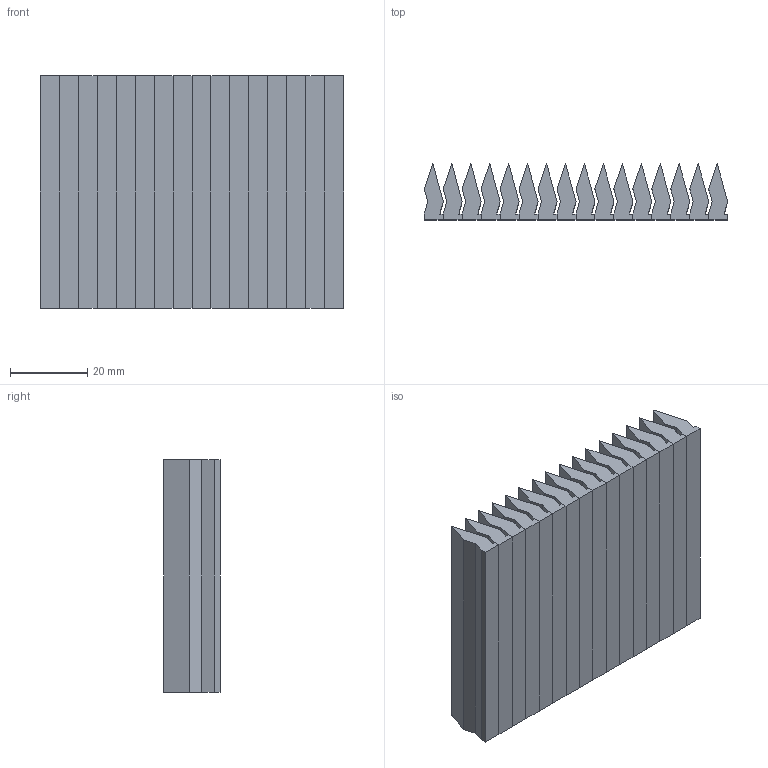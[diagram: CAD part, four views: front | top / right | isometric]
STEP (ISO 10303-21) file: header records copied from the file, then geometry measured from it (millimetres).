
FILE_DESCRIPTION(('Open CASCADE Model'),'2;1');
FILE_NAME('Open CASCADE Shape Model','2022-04-21T18:14:23',('Author'),( 'Open CASCADE'),'Open CASCADE STEP processor 7.4','Open CASCADE 7.4' ,'Unknown');
FILE_SCHEMA(('AUTOMOTIVE_DESIGN { 1 0 10303 214 1 1 1 1 }'));
Length unit declared in the file: millimetre
Products named in the file (65): Open CASCADE STEP translator 7.4 1; Open CASCADE STEP translator 7.4 1.1; Open CASCADE STEP translator 7.4 1.2; Open CASCADE STEP translator 7.4 1.3; Open CASCADE STEP translator 7.4 1.4; Open CASCADE STEP translator 7.4 1.5; Open CASCADE STEP translator 7.4 1.6; Open CASCADE STEP translator 7.4 1.7; Open CASCADE STEP translator 7.4 1.8; Open CASCADE STEP translator 7.4 1.9; Open CASCADE STEP translator 7.4 1.10; Open CASCADE STEP translator 7.4 1.11; Open CASCADE STEP translator 7.4 1.12; Open CASCADE STEP translator 7.4 1.13; Open CASCADE STEP translator 7.4 1.14; Open CASCADE STEP translator 7.4 1.15; Open CASCADE STEP translator 7.4 1.16; Open CASCADE STEP translator 7.4 1.17; Open CASCADE STEP translator 7.4 1.18; Open CASCADE STEP translator 7.4 1.19; Open CASCADE STEP translator 7.4 1.20; Open CASCADE STEP translator 7.4 1.21; Open CASCADE STEP translator 7.4 1.22; Open CASCADE STEP translator 7.4 1.23; Open CASCADE STEP translator 7.4 1.24; Open CASCADE STEP translator 7.4 1.25; Open CASCADE STEP translator 7.4 1.26; Open CASCADE STEP translator 7.4 1.27; Open CASCADE STEP translator 7.4 1.28; Open CASCADE STEP translator 7.4 1.29; Open CASCADE STEP translator 7.4 1.30; Open CASCADE STEP translator 7.4 1.31; Open CASCADE STEP translator 7.4 1.32; Open CASCADE STEP translator 7.4 1.33; Open CASCADE STEP translator 7.4 1.34; Open CASCADE STEP translator 7.4 1.35; Open CASCADE STEP translator 7.4 1.36; Open CASCADE STEP translator 7.4 1.37; Open CASCADE STEP translator 7.4 1.38; Open CASCADE STEP translator 7.4 1.39 ...
Assembly tree (64 placements, depth 2):
  Open CASCADE STEP translator 7.4 1
    Open CASCADE STEP translator 7.4 1.1
    Open CASCADE STEP translator 7.4 1.2
    Open CASCADE STEP translator 7.4 1.3
    Open CASCADE STEP translator 7.4 1.4
    Open CASCADE STEP translator 7.4 1.5
    Open CASCADE STEP translator 7.4 1.6
    Open CASCADE STEP translator 7.4 1.7
    Open CASCADE STEP translator 7.4 1.8
    Open CASCADE STEP translator 7.4 1.9
    Open CASCADE STEP translator 7.4 1.10
    Open CASCADE STEP translator 7.4 1.11
    Open CASCADE STEP translator 7.4 1.12
    Open CASCADE STEP translator 7.4 1.13
    Open CASCADE STEP translator 7.4 1.14
    Open CASCADE STEP translator 7.4 1.15
    Open CASCADE STEP translator 7.4 1.16
    Open CASCADE STEP translator 7.4 1.17
    Open CASCADE STEP translator 7.4 1.18
    Open CASCADE STEP translator 7.4 1.19
    Open CASCADE STEP translator 7.4 1.20
    Open CASCADE STEP translator 7.4 1.21
    Open CASCADE STEP translator 7.4 1.22
    Open CASCADE STEP translator 7.4 1.23
    Open CASCADE STEP translator 7.4 1.24
    Open CASCADE STEP translator 7.4 1.25
    Open CASCADE STEP translator 7.4 1.26
    Open CASCADE STEP translator 7.4 1.27
    Open CASCADE STEP translator 7.4 1.28
    Open CASCADE STEP translator 7.4 1.29
    Open CASCADE STEP translator 7.4 1.30
    Open CASCADE STEP translator 7.4 1.31
    Open CASCADE STEP translator 7.4 1.32
    Open CASCADE STEP translator 7.4 1.33
    Open CASCADE STEP translator 7.4 1.34
    Open CASCADE STEP translator 7.4 1.35
    Open CASCADE STEP translator 7.4 1.36
    Open CASCADE STEP translator 7.4 1.37
    Open CASCADE STEP translator 7.4 1.38
    Open CASCADE STEP translator 7.4 1.39
    Open CASCADE STEP translator 7.4 1.40
    Open CASCADE STEP translator 7.4 1.41
    Open CASCADE STEP translator 7.4 1.42
    Open CASCADE STEP translator 7.4 1.43
    Open CASCADE STEP translator 7.4 1.44
    Open CASCADE STEP translator 7.4 1.45
    Open CASCADE STEP translator 7.4 1.46
    Open CASCADE STEP translator 7.4 1.47
    Open CASCADE STEP translator 7.4 1.48
    Open CASCADE STEP translator 7.4 1.49
    Open CASCADE STEP translator 7.4 1.50
    Open CASCADE STEP translator 7.4 1.51
    Open CASCADE STEP translator 7.4 1.52
    Open CASCADE STEP translator 7.4 1.53
    Open CASCADE STEP translator 7.4 1.54
    Open CASCADE STEP translator 7.4 1.55
    Open CASCADE STEP translator 7.4 1.56
    Open CASCADE STEP translator 7.4 1.57
    Open CASCADE STEP translator 7.4 1.58
    Open CASCADE STEP translator 7.4 1.59
Bounding box: 78.4 x 14.5 x 60 mm (x, y, z)
Surface area: 143773.8 mm2
Topology: 64 solids, 64 shells, 704 faces, 1728 edges, 1152 vertices
Faces by surface type: plane 704
Entity records: 43792 total; most frequent: CARTESIAN_POINT 7105, DIRECTION 6722, LINE 5184, VECTOR 5184, ORIENTED_EDGE 3456, PCURVE 3456, DEFINITIONAL_REPRESENTATION 3456, EDGE_CURVE 1728
